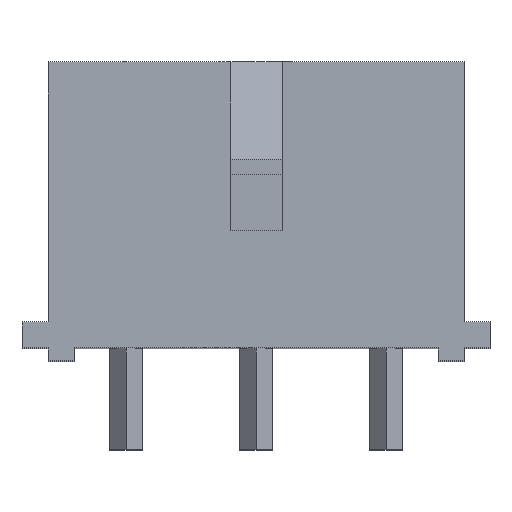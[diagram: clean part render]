
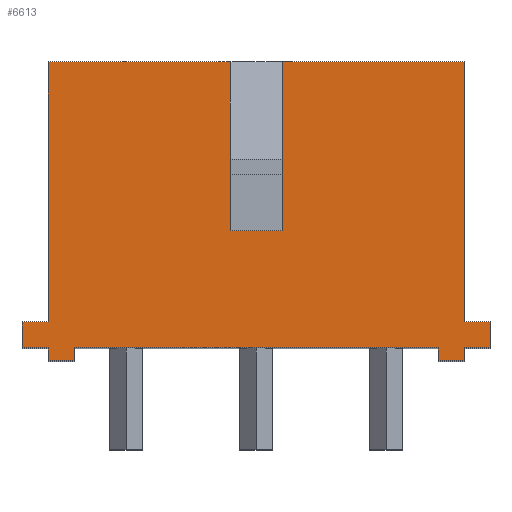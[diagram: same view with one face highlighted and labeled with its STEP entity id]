
A CAD part, top view. The second image highlights one B-rep face of the part: STEP entity #6613.
In plain terms, the highlighted planar face has unit normal (0, 0, 1).
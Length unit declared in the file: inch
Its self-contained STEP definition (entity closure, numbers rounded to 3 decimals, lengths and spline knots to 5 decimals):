
#409=DIRECTION('',(1.,0.,0.));
#410=VECTOR('',#409,0.05);
#411=CARTESIAN_POINT('',(-0.45,-0.275,0.525));
#412=LINE('',#411,#410);
#429=DIRECTION('',(1.,0.,0.));
#430=VECTOR('',#429,0.05);
#431=CARTESIAN_POINT('',(0.4,-0.275,0.525));
#432=LINE('',#431,#430);
#945=DIRECTION('',(0.,-1.,0.));
#946=VECTOR('',#945,0.025);
#947=CARTESIAN_POINT('',(0.35,-0.275,0.525));
#948=LINE('',#947,#946);
#949=DIRECTION('',(0.,1.,0.));
#950=VECTOR('',#949,0.025);
#951=CARTESIAN_POINT('',(-0.4,-0.3,0.525));
#952=LINE('',#951,#950);
#953=DIRECTION('',(0.,1.,0.));
#954=VECTOR('',#953,0.05);
#955=CARTESIAN_POINT('',(-0.45,-0.275,0.525));
#956=LINE('',#955,#954);
#957=DIRECTION('',(0.,1.,0.));
#958=VECTOR('',#957,0.5);
#959=CARTESIAN_POINT('',(-0.4,-0.225,0.525));
#960=LINE('',#959,#958);
#961=DIRECTION('',(-1.,0.,0.));
#962=VECTOR('',#961,0.35);
#963=CARTESIAN_POINT('',(-0.05,0.275,0.525));
#964=LINE('',#963,#962);
#965=DIRECTION('',(0.,1.,0.));
#966=VECTOR('',#965,0.325);
#967=CARTESIAN_POINT('',(-0.05,-0.05,0.525));
#968=LINE('',#967,#966);
#969=DIRECTION('',(1.,0.,0.));
#970=VECTOR('',#969,0.1);
#971=CARTESIAN_POINT('',(-0.05,-0.05,0.525));
#972=LINE('',#971,#970);
#973=DIRECTION('',(0.,1.,0.));
#974=VECTOR('',#973,0.325);
#975=CARTESIAN_POINT('',(0.05,-0.05,0.525));
#976=LINE('',#975,#974);
#977=DIRECTION('',(-1.,0.,0.));
#978=VECTOR('',#977,0.35);
#979=CARTESIAN_POINT('',(0.4,0.275,0.525));
#980=LINE('',#979,#978);
#981=DIRECTION('',(0.,-1.,0.));
#982=VECTOR('',#981,0.5);
#983=CARTESIAN_POINT('',(0.4,0.275,0.525));
#984=LINE('',#983,#982);
#985=DIRECTION('',(0.,-1.,0.));
#986=VECTOR('',#985,0.025);
#987=CARTESIAN_POINT('',(0.4,-0.275,0.525));
#988=LINE('',#987,#986);
#989=DIRECTION('',(1.,0.,0.));
#990=VECTOR('',#989,0.7);
#991=CARTESIAN_POINT('',(-0.35,-0.275,0.525));
#992=LINE('',#991,#990);
#993=DIRECTION('',(0.,-1.,0.));
#994=VECTOR('',#993,0.025);
#995=CARTESIAN_POINT('',(-0.35,-0.275,0.525));
#996=LINE('',#995,#994);
#1001=DIRECTION('',(1.,0.,0.));
#1002=VECTOR('',#1001,0.05);
#1003=CARTESIAN_POINT('',(-0.45,-0.225,0.525));
#1004=LINE('',#1003,#1002);
#1021=DIRECTION('',(1.,0.,0.));
#1022=VECTOR('',#1021,0.05);
#1023=CARTESIAN_POINT('',(0.4,-0.225,0.525));
#1024=LINE('',#1023,#1022);
#1029=DIRECTION('',(0.,1.,0.));
#1030=VECTOR('',#1029,0.05);
#1031=CARTESIAN_POINT('',(0.45,-0.275,0.525));
#1032=LINE('',#1031,#1030);
#3813=DIRECTION('',(-1.,0.,0.));
#3814=VECTOR('',#3813,0.05);
#3815=CARTESIAN_POINT('',(-0.35,-0.3,0.525));
#3816=LINE('',#3815,#3814);
#3837=DIRECTION('',(-1.,0.,0.));
#3838=VECTOR('',#3837,0.05);
#3839=CARTESIAN_POINT('',(0.4,-0.3,0.525));
#3840=LINE('',#3839,#3838);
#4054=CARTESIAN_POINT('',(-0.4,0.275,0.525));
#4056=VERTEX_POINT('',#4054);
#4058=CARTESIAN_POINT('',(0.4,0.275,0.525));
#4060=VERTEX_POINT('',#4058);
#4865=CARTESIAN_POINT('',(-0.4,-0.3,0.525));
#4867=VERTEX_POINT('',#4865);
#4872=CARTESIAN_POINT('',(0.4,-0.3,0.525));
#4874=VERTEX_POINT('',#4872);
#4875=CARTESIAN_POINT('',(0.35,-0.3,0.525));
#4876=VERTEX_POINT('',#4875);
#4929=CARTESIAN_POINT('',(-0.05,-0.05,0.525));
#4930=CARTESIAN_POINT('',(-0.05,0.275,0.525));
#4931=VERTEX_POINT('',#4929);
#4932=VERTEX_POINT('',#4930);
#4933=CARTESIAN_POINT('',(0.05,-0.05,0.525));
#4934=CARTESIAN_POINT('',(0.05,0.275,0.525));
#4935=VERTEX_POINT('',#4933);
#4936=VERTEX_POINT('',#4934);
#4937=CARTESIAN_POINT('',(0.45,-0.275,0.525));
#4939=VERTEX_POINT('',#4937);
#4942=CARTESIAN_POINT('',(-0.45,-0.275,0.525));
#4944=VERTEX_POINT('',#4942);
#4945=CARTESIAN_POINT('',(0.45,-0.225,0.525));
#4947=VERTEX_POINT('',#4945);
#4950=CARTESIAN_POINT('',(-0.45,-0.225,0.525));
#4952=VERTEX_POINT('',#4950);
#4953=CARTESIAN_POINT('',(-0.4,-0.275,0.525));
#4955=VERTEX_POINT('',#4953);
#4957=CARTESIAN_POINT('',(-0.4,-0.225,0.525));
#4959=VERTEX_POINT('',#4957);
#4963=CARTESIAN_POINT('',(0.4,-0.275,0.525));
#4965=VERTEX_POINT('',#4963);
#4967=CARTESIAN_POINT('',(0.4,-0.225,0.525));
#4969=VERTEX_POINT('',#4967);
#5111=CARTESIAN_POINT('',(-0.35,-0.3,0.525));
#5112=VERTEX_POINT('',#5111);
#5119=CARTESIAN_POINT('',(-0.35,-0.275,0.525));
#5120=VERTEX_POINT('',#5119);
#5121=CARTESIAN_POINT('',(0.35,-0.275,0.525));
#5123=VERTEX_POINT('',#5121);
#6574=CARTESIAN_POINT('',(0.,0.,0.525));
#6575=DIRECTION('',(0.,0.,1.));
#6576=DIRECTION('',(1.,0.,0.));
#6577=AXIS2_PLACEMENT_3D('',#6574,#6575,#6576);
#6578=PLANE('',#6577);
#6579=ORIENTED_EDGE('',*,*,#5364,.T.);
#6580=ORIENTED_EDGE('',*,*,#5490,.F.);
#6582=ORIENTED_EDGE('',*,*,#6581,.T.);
#6584=ORIENTED_EDGE('',*,*,#6583,.T.);
#6585=ORIENTED_EDGE('',*,*,#5398,.T.);
#6587=ORIENTED_EDGE('',*,*,#6586,.F.);
#6589=ORIENTED_EDGE('',*,*,#6588,.F.);
#6591=ORIENTED_EDGE('',*,*,#6590,.T.);
#6593=ORIENTED_EDGE('',*,*,#6592,.T.);
#6595=ORIENTED_EDGE('',*,*,#6594,.F.);
#6596=ORIENTED_EDGE('',*,*,#6538,.T.);
#6598=ORIENTED_EDGE('',*,*,#6597,.T.);
#6600=ORIENTED_EDGE('',*,*,#6599,.F.);
#6601=ORIENTED_EDGE('',*,*,#5505,.F.);
#6602=ORIENTED_EDGE('',*,*,#6484,.T.);
#6604=ORIENTED_EDGE('',*,*,#6603,.T.);
#6605=ORIENTED_EDGE('',*,*,#6566,.F.);
#6606=ORIENTED_EDGE('',*,*,#5497,.F.);
#6608=ORIENTED_EDGE('',*,*,#6607,.T.);
#6610=ORIENTED_EDGE('',*,*,#6609,.T.);
#6611=EDGE_LOOP('',(#6579,#6580,#6582,#6584,#6585,#6587,#6589,#6591,#6593,#6595,
#6596,#6598,#6600,#6601,#6602,#6604,#6605,#6606,#6608,#6610));
#6612=FACE_OUTER_BOUND('',#6611,.F.);
#6613=ADVANCED_FACE('',(#6612),#6578,.T.);
#5364=EDGE_CURVE('',#4867,#4955,#952,.T.);
#5398=EDGE_CURVE('',#4959,#4056,#960,.T.);
#5490=EDGE_CURVE('',#4944,#4955,#412,.T.);
#5497=EDGE_CURVE('',#5120,#5123,#992,.T.);
#5505=EDGE_CURVE('',#4965,#4939,#432,.T.);
#6484=EDGE_CURVE('',#4965,#4874,#988,.T.);
#6538=EDGE_CURVE('',#4060,#4969,#984,.T.);
#6566=EDGE_CURVE('',#5123,#4876,#948,.T.);
#6581=EDGE_CURVE('',#4944,#4952,#956,.T.);
#6583=EDGE_CURVE('',#4952,#4959,#1004,.T.);
#6586=EDGE_CURVE('',#4932,#4056,#964,.T.);
#6588=EDGE_CURVE('',#4931,#4932,#968,.T.);
#6590=EDGE_CURVE('',#4931,#4935,#972,.T.);
#6592=EDGE_CURVE('',#4935,#4936,#976,.T.);
#6594=EDGE_CURVE('',#4060,#4936,#980,.T.);
#6597=EDGE_CURVE('',#4969,#4947,#1024,.T.);
#6599=EDGE_CURVE('',#4939,#4947,#1032,.T.);
#6603=EDGE_CURVE('',#4874,#4876,#3840,.T.);
#6607=EDGE_CURVE('',#5120,#5112,#996,.T.);
#6609=EDGE_CURVE('',#5112,#4867,#3816,.T.);
